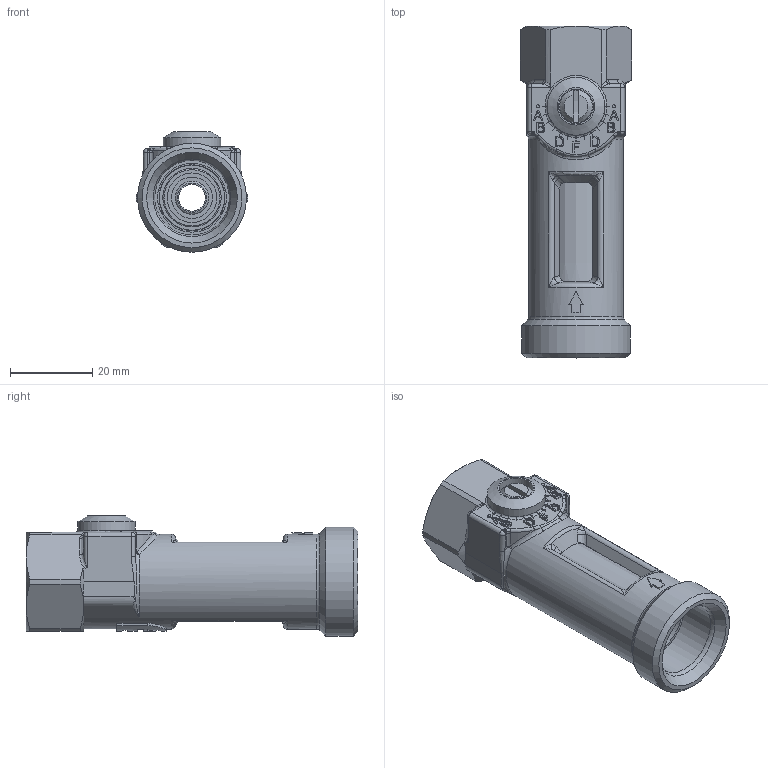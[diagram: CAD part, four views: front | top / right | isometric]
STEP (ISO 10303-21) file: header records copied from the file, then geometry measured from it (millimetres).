
FILE_DESCRIPTION( ( 'Unknown' ), '1' );
FILE_NAME( 'TacoSetter Inline 100 DN15 0.3-1.5 l-min.stp', 'Unknown', ( 'Unknown' ), ( 'Unknown' ), 'PSStep 14.0', 'Unknown', ' ' );
FILE_SCHEMA( ( 'AUTOMOTIVE_DESIGN { 1 0 10303 214 1 1 1 1 }' ) );
Length unit declared in the file: millimetre
Products named in the file (4): Assem1; 3-3327g; 2-3405t; 3-4992e
Assembly tree (3 placements, depth 2):
  Assem1
    3-3327g
    2-3405t
    3-4992e
Bounding box: 27 x 80.5 x 29.22 mm (x, y, z)
Volume: 22768.9 mm3; surface area: 14879.6 mm2
Topology: 3 solids, 3 shells, 365 faces, 910 edges, 566 vertices
Faces by surface type: plane 171, cylinder 69, bspline 52, cone 23, extrusion 22, torus 21, sphere 7
Full cylindrical faces by diameter (mm): 0.75 x2, 2.8 x1, 4.9 x2, 4.95 x1, 6.5 x1, 8 x1, 8.1 x1, 8.4 x1, 10 x1, 12 x1, 12.8 x1, 13.1 x1, 13.6 x1, 14 x1, 15 x1, 15.1 x1, 15.8 x1, 16 x1, 16.7 x1, 18.1 x1, 18.65 x1, 23 x1, 26.441 x1
Entity records: 17741 total; most frequent: CARTESIAN_POINT 6976, ORIENTED_EDGE 1642, DIRECTION 1439, EDGE_CURVE 821, VERTEX_POINT 543, AXIS2_PLACEMENT_3D 538, EDGE_LOOP 456, FACE_OUTER_BOUND 403
